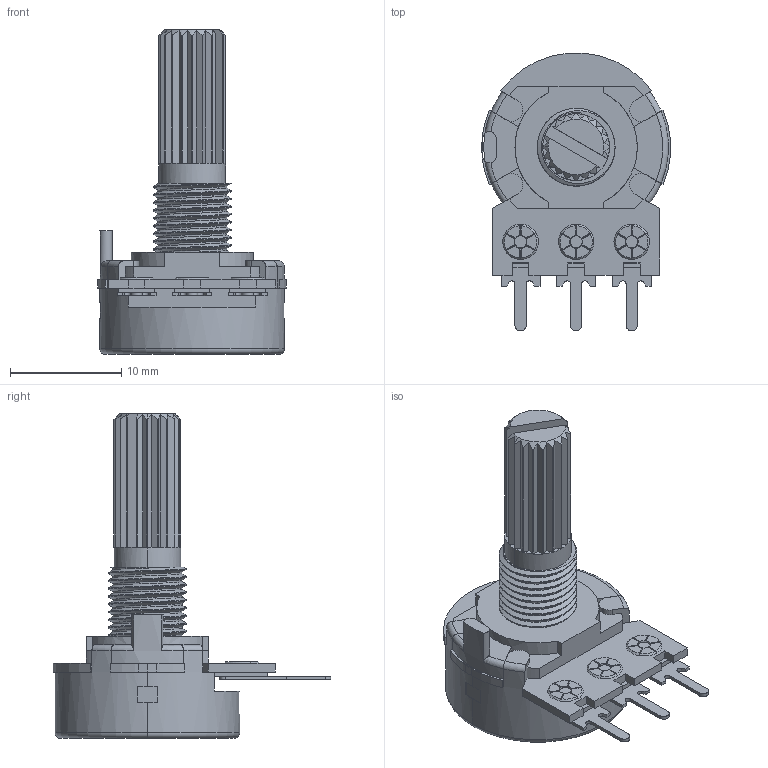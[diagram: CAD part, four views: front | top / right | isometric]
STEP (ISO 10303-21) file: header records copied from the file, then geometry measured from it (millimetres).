
FILE_DESCRIPTION (( 'STEP AP214' ), '1' );
FILE_NAME ('WH148-1A-2.STEP', '2025-02-10T21:24:02', ( '' ), ( '' ), 'SwSTEP 2.0', 'SolidWorks 2021', '' );
FILE_SCHEMA (( 'AUTOMOTIVE_DESIGN' ));
Length unit declared in the file: millimetre
Products named in the file (1): WH148-1A-2
Bounding box: 16.97 x 24.97 x 29.2 mm (x, y, z)
Volume: 2360.3 mm3; surface area: 2818.7 mm2
Topology: 12 solids, 12 shells, 430 faces, 1134 edges, 730 vertices
Faces by surface type: plane 268, cylinder 87, cone 63, torus 9, bspline 3
Entity records: 16591 total; most frequent: CARTESIAN_POINT 5945, ORIENTED_EDGE 2268, DIRECTION 2131, EDGE_CURVE 1134, AXIS2_PLACEMENT_3D 778, VERTEX_POINT 730, LINE 575, VECTOR 575
